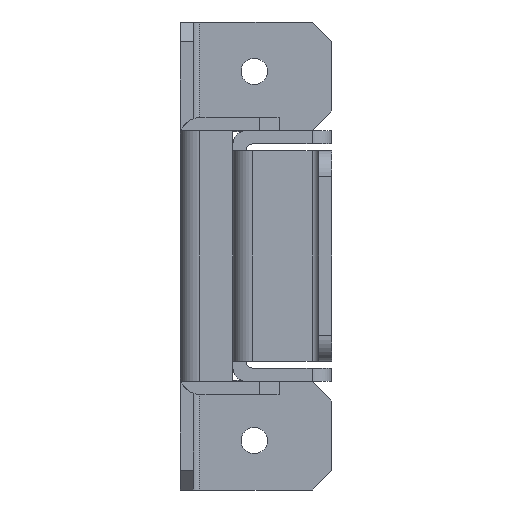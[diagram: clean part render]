
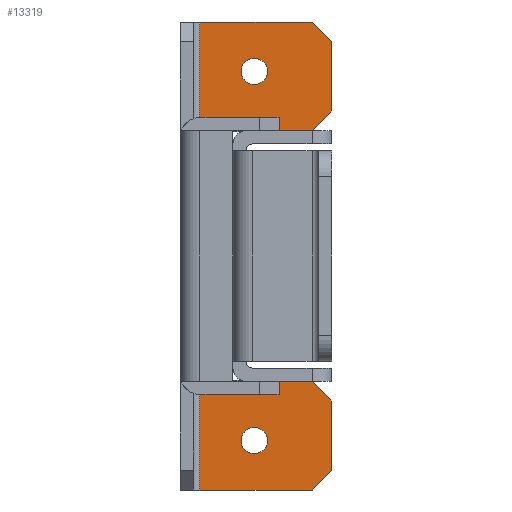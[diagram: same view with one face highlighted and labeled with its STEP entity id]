
A CAD part, left-side view. The second image highlights one B-rep face of the part: STEP entity #13319.
In plain terms, the highlighted planar face has unit normal (-1, 0, 0).
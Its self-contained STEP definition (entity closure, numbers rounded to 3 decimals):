
#10231=DIRECTION('',(0.,1.,0.));
#10232=VECTOR('',#10231,12.);
#10233=CARTESIAN_POINT('',(3357.,-2000.315,
-205.898));
#10234=LINE('',#10233,#10232);
#10355=DIRECTION('',(0.,1.,0.));
#10356=VECTOR('',#10355,17.);
#10357=CARTESIAN_POINT('',(3357.,-2000.315,
-151.398));
#10358=LINE('',#10357,#10356);
#11377=DIRECTION('',(0.,0.,-1.));
#11378=VECTOR('',#11377,71.);
#11379=CARTESIAN_POINT('',(3357.,-1983.315,
-151.398));
#11380=LINE('',#11379,#11378);
#11391=DIRECTION('',(0.,-0.707,-0.707));
#11392=VECTOR('',#11391,4.243);
#11393=CARTESIAN_POINT('',(3357.,-2000.315,
-151.398));
#11394=LINE('',#11393,#11392);
#11398=DIRECTION('',(0.,0.707,-0.707));
#11399=VECTOR('',#11398,4.243);
#11400=CARTESIAN_POINT('',(3357.,-2003.315,
-164.898));
#11401=LINE('',#11400,#11399);
#11405=DIRECTION('',(0.,1.,0.));
#11406=VECTOR('',#11405,12.);
#11407=CARTESIAN_POINT('',(3357.,-2000.315,
-167.898));
#11408=LINE('',#11407,#11406);
#11412=DIRECTION('',(0.,0.,-1.));
#11413=VECTOR('',#11412,10.);
#11414=CARTESIAN_POINT('',(3357.,-1988.315,
-167.898));
#11415=LINE('',#11414,#11413);
#11419=DIRECTION('',(0.,1.,0.));
#11420=VECTOR('',#11419,3.878);
#11421=CARTESIAN_POINT('',(3357.,-1992.194,
-195.898));
#11422=LINE('',#11421,#11420);
#11426=DIRECTION('',(0.,0.,-1.));
#11427=VECTOR('',#11426,10.);
#11428=CARTESIAN_POINT('',(3357.,-1988.315,
-195.898));
#11429=LINE('',#11428,#11427);
#11433=DIRECTION('',(0.,-0.707,-0.707));
#11434=VECTOR('',#11433,4.243);
#11435=CARTESIAN_POINT('',(3357.,-2000.315,
-205.898));
#11436=LINE('',#11435,#11434);
#11440=DIRECTION('',(0.,0.707,-0.707));
#11441=VECTOR('',#11440,4.243);
#11442=CARTESIAN_POINT('',(3357.,-2003.315,
-219.398));
#11443=LINE('',#11442,#11441);
#11447=DIRECTION('',(0.,1.,0.));
#11448=VECTOR('',#11447,17.);
#11449=CARTESIAN_POINT('',(3357.,-2000.315,
-222.398));
#11450=LINE('',#11449,#11448);
#11454=CARTESIAN_POINT('',(3357.,-1991.565,
-158.898));
#11455=DIRECTION('',(-1.,0.,0.));
#11456=DIRECTION('',(0.,-1.,0.));
#11457=AXIS2_PLACEMENT_3D('',#11454,#11455,#11456);
#11462=CARTESIAN_POINT('',(3357.,-1991.565,
-158.898));
#11463=DIRECTION('',(-1.,0.,0.));
#11464=DIRECTION('',(0.,1.,0.));
#11465=AXIS2_PLACEMENT_3D('',#11462,#11463,#11464);
#11470=CARTESIAN_POINT('',(3357.,-1991.565,
-214.898));
#11471=DIRECTION('',(-1.,0.,0.));
#11472=DIRECTION('',(0.,-1.,0.));
#11473=AXIS2_PLACEMENT_3D('',#11470,#11471,#11472);
#11478=CARTESIAN_POINT('',(3357.,-1991.565,
-214.898));
#11479=DIRECTION('',(-1.,0.,0.));
#11480=DIRECTION('',(0.,1.,0.));
#11481=AXIS2_PLACEMENT_3D('',#11478,#11479,#11480);
#11500=DIRECTION('',(0.,0.,1.));
#11501=VECTOR('',#11500,10.5);
#11502=CARTESIAN_POINT('',(3357.,-2003.315,
-164.898));
#11503=LINE('',#11502,#11501);
#11549=DIRECTION('',(0.,1.,0.));
#11550=VECTOR('',#11549,3.878);
#11551=CARTESIAN_POINT('',(3357.,-1992.194,
-177.898));
#11552=LINE('',#11551,#11550);
#11570=DIRECTION('',(0.,0.,1.));
#11571=VECTOR('',#11570,18.);
#11572=CARTESIAN_POINT('',(3357.,-1992.194,
-195.898));
#11573=LINE('',#11572,#11571);
#11598=DIRECTION('',(0.,0.,1.));
#11599=VECTOR('',#11598,10.5);
#11600=CARTESIAN_POINT('',(3357.,-2003.315,
-219.398));
#11601=LINE('',#11600,#11599);
#12048=CARTESIAN_POINT('',(3357.,-1988.315,
-195.898));
#12050=VERTEX_POINT('',#12048);
#12051=CARTESIAN_POINT('',(3357.,-1992.194,
-195.898));
#12052=VERTEX_POINT('',#12051);
#12055=CARTESIAN_POINT('',(3357.,-1988.315,
-205.898));
#12057=VERTEX_POINT('',#12055);
#12061=CARTESIAN_POINT('',(3357.,-2000.315,
-205.898));
#12062=VERTEX_POINT('',#12061);
#12103=CARTESIAN_POINT('',(3357.,-2000.315,
-151.398));
#12104=VERTEX_POINT('',#12103);
#12105=CARTESIAN_POINT('',(3357.,-1983.315,
-151.398));
#12106=VERTEX_POINT('',#12105);
#12278=CARTESIAN_POINT('',(3357.,-1983.315,
-222.398));
#12279=VERTEX_POINT('',#12278);
#12280=CARTESIAN_POINT('',(3357.,-2000.315,
-222.398));
#12281=VERTEX_POINT('',#12280);
#12282=CARTESIAN_POINT('',(3357.,-2003.315,
-154.398));
#12283=VERTEX_POINT('',#12282);
#12284=CARTESIAN_POINT('',(3357.,-2003.315,
-164.898));
#12285=VERTEX_POINT('',#12284);
#12286=CARTESIAN_POINT('',(3357.,-2000.315,
-167.898));
#12287=VERTEX_POINT('',#12286);
#12288=CARTESIAN_POINT('',(3357.,-1988.315,
-167.898));
#12289=VERTEX_POINT('',#12288);
#12290=CARTESIAN_POINT('',(3357.,-1988.315,
-177.898));
#12291=VERTEX_POINT('',#12290);
#12292=CARTESIAN_POINT('',(3357.,-1992.194,
-177.898));
#12293=VERTEX_POINT('',#12292);
#12294=CARTESIAN_POINT('',(3357.,-2003.315,
-208.898));
#12295=VERTEX_POINT('',#12294);
#12296=CARTESIAN_POINT('',(3357.,-2003.315,
-219.398));
#12297=VERTEX_POINT('',#12296);
#12298=CARTESIAN_POINT('',(3357.,-1993.565,
-158.898));
#12299=CARTESIAN_POINT('',(3357.,-1989.565,
-158.898));
#12300=VERTEX_POINT('',#12298);
#12301=VERTEX_POINT('',#12299);
#12302=CARTESIAN_POINT('',(3357.,-1993.565,
-214.898));
#12303=CARTESIAN_POINT('',(3357.,-1989.565,
-214.898));
#12304=VERTEX_POINT('',#12302);
#12305=VERTEX_POINT('',#12303);
#13274=CARTESIAN_POINT('',(3357.,-2003.315,
-167.898));
#13275=DIRECTION('',(-1.,0.,0.));
#13276=DIRECTION('',(0.,0.,1.));
#13277=AXIS2_PLACEMENT_3D('',#13274,#13275,#13276);
#13278=PLANE('',#13277);
#13279=ORIENTED_EDGE('',*,*,#13266,.F.);
#13280=ORIENTED_EDGE('',*,*,#12495,.F.);
#13282=ORIENTED_EDGE('',*,*,#13281,.T.);
#13284=ORIENTED_EDGE('',*,*,#13283,.F.);
#13286=ORIENTED_EDGE('',*,*,#13285,.T.);
#13288=ORIENTED_EDGE('',*,*,#13287,.T.);
#13290=ORIENTED_EDGE('',*,*,#13289,.T.);
#13292=ORIENTED_EDGE('',*,*,#13291,.F.);
#13294=ORIENTED_EDGE('',*,*,#13293,.F.);
#13295=ORIENTED_EDGE('',*,*,#12379,.T.);
#13296=ORIENTED_EDGE('',*,*,#12395,.T.);
#13297=ORIENTED_EDGE('',*,*,#12413,.F.);
#13299=ORIENTED_EDGE('',*,*,#13298,.T.);
#13301=ORIENTED_EDGE('',*,*,#13300,.F.);
#13303=ORIENTED_EDGE('',*,*,#13302,.T.);
#13304=ORIENTED_EDGE('',*,*,#13251,.T.);
#13305=EDGE_LOOP('',(#13279,#13280,#13282,#13284,#13286,#13288,#13290,#13292,
#13294,#13295,#13296,#13297,#13299,#13301,#13303,#13304));
#13306=FACE_OUTER_BOUND('',#13305,.F.);
#13308=ORIENTED_EDGE('',*,*,#13307,.T.);
#13310=ORIENTED_EDGE('',*,*,#13309,.T.);
#13311=EDGE_LOOP('',(#13308,#13310));
#13312=FACE_BOUND('',#13311,.F.);
#13314=ORIENTED_EDGE('',*,*,#13313,.T.);
#13316=ORIENTED_EDGE('',*,*,#13315,.T.);
#13317=EDGE_LOOP('',(#13314,#13316));
#13318=FACE_BOUND('',#13317,.F.);
#11458=CIRCLE('',#11457,2.);
#11466=CIRCLE('',#11465,2.);
#11474=CIRCLE('',#11473,2.);
#11482=CIRCLE('',#11481,2.);
#12379=EDGE_CURVE('',#12052,#12050,#11422,.T.);
#12395=EDGE_CURVE('',#12050,#12057,#11429,.T.);
#12413=EDGE_CURVE('',#12062,#12057,#10234,.T.);
#12495=EDGE_CURVE('',#12104,#12106,#10358,.T.);
#13251=EDGE_CURVE('',#12281,#12279,#11450,.T.);
#13266=EDGE_CURVE('',#12106,#12279,#11380,.T.);
#13281=EDGE_CURVE('',#12104,#12283,#11394,.T.);
#13283=EDGE_CURVE('',#12285,#12283,#11503,.T.);
#13285=EDGE_CURVE('',#12285,#12287,#11401,.T.);
#13287=EDGE_CURVE('',#12287,#12289,#11408,.T.);
#13289=EDGE_CURVE('',#12289,#12291,#11415,.T.);
#13291=EDGE_CURVE('',#12293,#12291,#11552,.T.);
#13293=EDGE_CURVE('',#12052,#12293,#11573,.T.);
#13298=EDGE_CURVE('',#12062,#12295,#11436,.T.);
#13300=EDGE_CURVE('',#12297,#12295,#11601,.T.);
#13302=EDGE_CURVE('',#12297,#12281,#11443,.T.);
#13307=EDGE_CURVE('',#12300,#12301,#11458,.T.);
#13309=EDGE_CURVE('',#12301,#12300,#11466,.T.);
#13313=EDGE_CURVE('',#12304,#12305,#11474,.T.);
#13315=EDGE_CURVE('',#12305,#12304,#11482,.T.);
#13319=ADVANCED_FACE('',(#13306,#13312,#13318),#13278,.T.);
